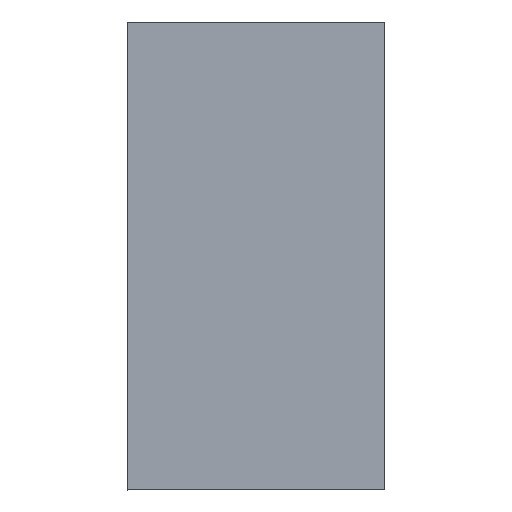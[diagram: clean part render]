
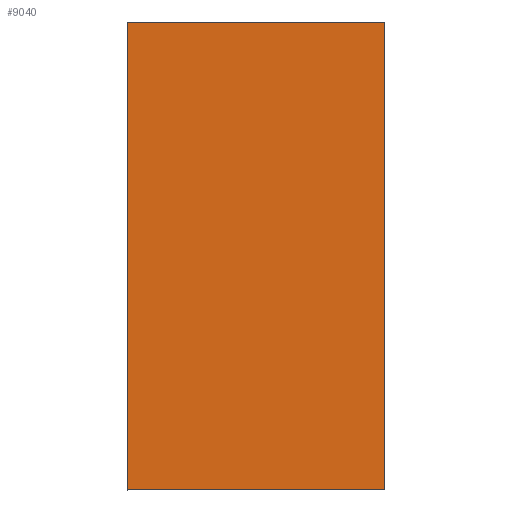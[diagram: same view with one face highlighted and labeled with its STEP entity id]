
A CAD part, top view. The second image highlights one B-rep face of the part: STEP entity #9040.
In plain terms, the highlighted face is planar.
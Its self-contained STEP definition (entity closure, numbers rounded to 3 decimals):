
#1470=CARTESIAN_POINT('',(48.452,196.207,
-21.854));
#1480=DIRECTION('',(0.,0.,1.));
#1490=VECTOR('',#1480,1.);
#1500=LINE('',#1470,#1490);
#1510=CARTESIAN_POINT('',(48.452,196.207,
-74.679));
#1520=VERTEX_POINT('',#1510);
#1530=CARTESIAN_POINT('',(48.452,196.207,
-69.229));
#1540=VERTEX_POINT('',#1530);
#1550=EDGE_CURVE('',#1520,#1540,#1500,.T.);
#6000=CARTESIAN_POINT('',(48.452,186.307,
-74.679));
#6010=VERTEX_POINT('',#6000);
#6040=CARTESIAN_POINT('',(48.452,11.284,
-74.679));
#6050=DIRECTION('',(0.,1.,0.));
#6060=VECTOR('',#6050,1.);
#6070=LINE('',#6040,#6060);
#6080=EDGE_CURVE('',#6010,#1520,#6070,.T.);
#7440=CARTESIAN_POINT('',(48.452,11.284,
-69.229));
#7450=DIRECTION('',(0.,-1.,0.));
#7460=VECTOR('',#7450,1.);
#7470=LINE('',#7440,#7460);
#7480=CARTESIAN_POINT('',(48.452,186.307,
-69.229));
#7490=VERTEX_POINT('',#7480);
#7500=EDGE_CURVE('',#1540,#7490,#7470,.T.);
#8880=CARTESIAN_POINT('',(48.452,191.257,
-72.104));
#8890=DIRECTION('',(1.,0.,0.));
#8900=DIRECTION('',(0.,-1.,0.));
#8910=AXIS2_PLACEMENT_3D('',#8880,#8890,#8900);
#8920=PLANE('',#8910);
#8930=ORIENTED_EDGE('',*,*,#7500,.T.);
#8940=ORIENTED_EDGE('',*,*,#1550,.T.);
#8950=ORIENTED_EDGE('',*,*,#6080,.T.);
#8960=CARTESIAN_POINT('',(48.452,186.307,
-21.854));
#8970=DIRECTION('',(0.,0.,-1.));
#8980=VECTOR('',#8970,1.);
#8990=LINE('',#8960,#8980);
#9000=EDGE_CURVE('',#7490,#6010,#8990,.T.);
#9010=ORIENTED_EDGE('',*,*,#9000,.T.);
#9020=EDGE_LOOP('',(#9010,#8950,#8940,#8930));
#9030=FACE_OUTER_BOUND('',#9020,.T.);
#9040=ADVANCED_FACE('',(#9030),#8920,.T.);
